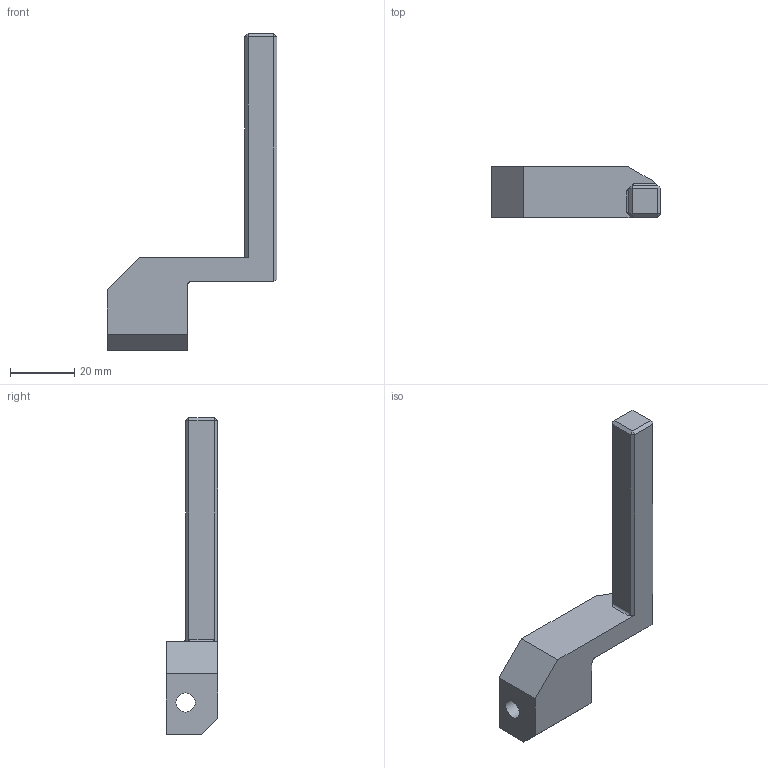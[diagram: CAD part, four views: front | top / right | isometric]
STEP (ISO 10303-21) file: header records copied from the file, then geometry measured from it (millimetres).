
FILE_DESCRIPTION(/* description */ (''),/* implementation_level */ '2;1');
FILE_NAME(/* name */ '1587020246300.stp',/* time_stamp */ '2020-04-16T12:27:39+06:00',/* author */ (''),/* organization */ ('SMS'),/* preprocessor_version */ 'ST-DEVELOPER v16.7',/* originating_system */ 'SIEMENS PLM Software NX 12.0',/* authorisation */ '');
FILE_SCHEMA (('AUTOMOTIVE_DESIGN { 1 0 10303 214 3 1 1 1 }'));
Length unit declared in the file: millimetre
Products named in the file (1): 202965494mod000_00
Bounding box: 53 x 16 x 99 mm (x, y, z)
Volume: 18960.9 mm3; surface area: 7078 mm2
Topology: 1 solids, 1 shells, 31 faces, 79 edges, 53 vertices
Faces by surface type: plane 24, cylinder 5, torus 2
Full cylindrical faces by diameter (mm): 6 x1
Entity records: 1062 total; most frequent: CARTESIAN_POINT 231, ORIENTED_EDGE 166, DIRECTION 153, EDGE_CURVE 83, LINE 63, VECTOR 63, VERTEX_POINT 56, AXIS2_PLACEMENT_3D 45
